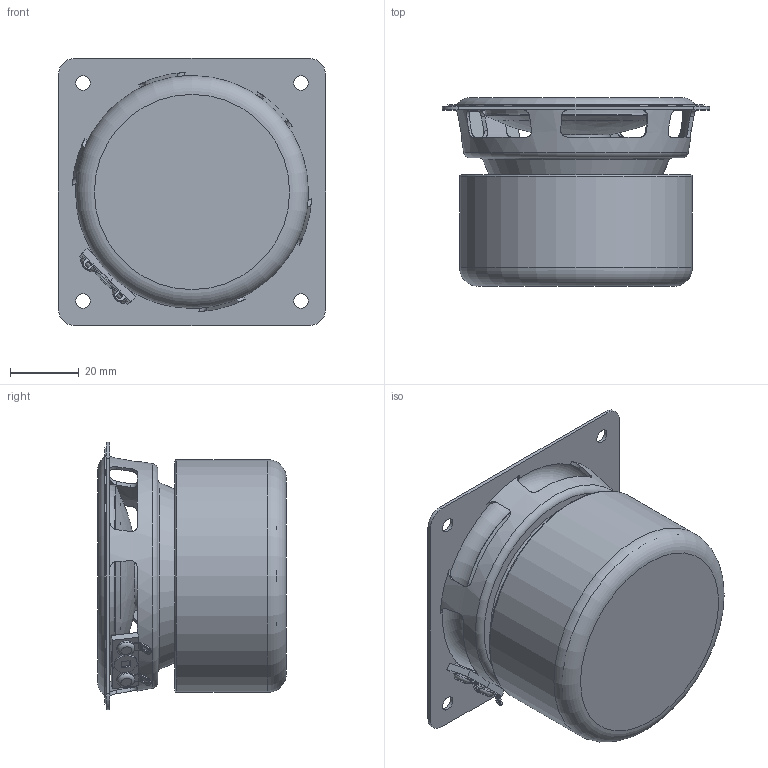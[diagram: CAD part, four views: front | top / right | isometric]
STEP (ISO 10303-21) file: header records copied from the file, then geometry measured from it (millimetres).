
FILE_DESCRIPTION(/* description */ (''),/* implementation_level */ '2;1');
FILE_NAME(/* name */ 'AS07808AS-R.stp',/* time_stamp */ '2018-10-29T15:54:13-04:00',/* author */ ('vandenbroek'),/* organization */ (''),/* preprocessor_version */ 'ST-DEVELOPER v16.1',/* originating_system */ 'Autodesk Inventor 2016',/* authorisation */ '');
FILE_SCHEMA (('AUTOMOTIVE_DESIGN { 1 0 10303 214 3 1 1 }'));
Length unit declared in the file: millimetre
Products named in the file (1): AS07808AS-R
Bounding box: 78 x 55.06 x 78 mm (x, y, z)
Volume: 108141.9 mm3; surface area: 62051.7 mm2
Topology: 3 solids, 5 shells, 169 faces, 435 edges, 275 vertices
Faces by surface type: plane 75, cylinder 60, torus 23, cone 6, bspline 5
Full cylindrical faces by diameter (mm): 4.2 x4, 5.2 x2, 6.75 x1, 18 x1, 19.6 x1, 20 x2, 22 x1, 45.704 x1, 63.326 x1, 63.4 x1, 66 x1, 67.968 x1, 68 x1, 72 x1, 72.4 x1, 74.6 x1, 75 x1
Entity records: 5672 total; most frequent: CARTESIAN_POINT 1619, DIRECTION 765, ORIENTED_EDGE 752, EDGE_CURVE 375, AXIS2_PLACEMENT_3D 307, VERTEX_POINT 268, EDGE_LOOP 250, FACE_OUTER_BOUND 169
